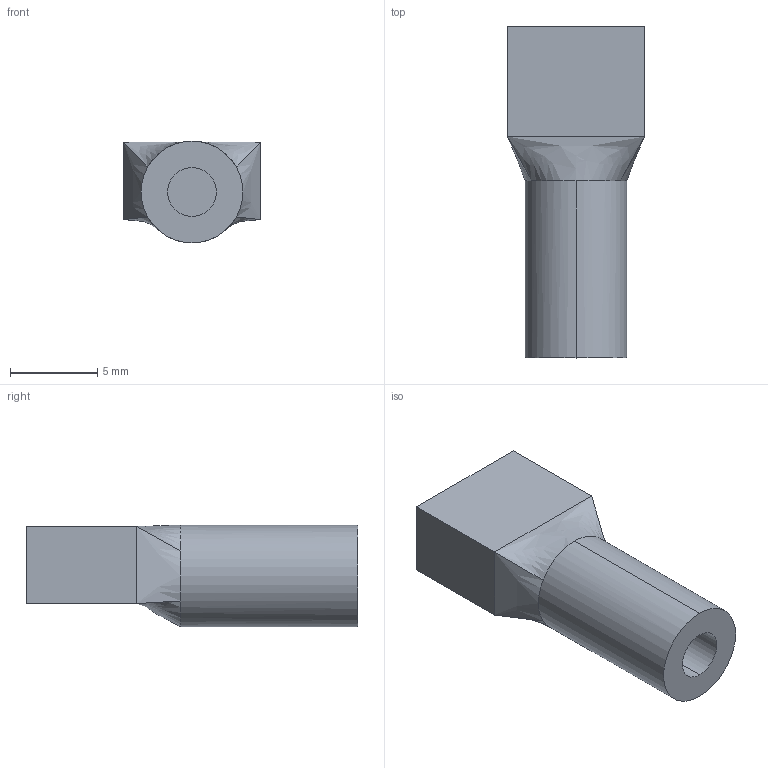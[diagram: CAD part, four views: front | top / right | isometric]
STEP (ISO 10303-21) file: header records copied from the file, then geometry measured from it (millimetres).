
FILE_DESCRIPTION (( 'STEP AP214' ), '1' );
FILE_NAME ('User Library-Female Quick-Connect.STEP', '2020-10-24T12:23:59', ( '' ), ( '' ), 'SwSTEP 2.0', 'SolidWorks 2020', '' );
FILE_SCHEMA (( 'AUTOMOTIVE_DESIGN' ));
Length unit declared in the file: inch
Products named in the file (1): User Library-Female Quick-Connect
Bounding box: 7.87 x 19.05 x 5.84 mm (x, y, z)
Volume: 438.8 mm3; surface area: 857.4 mm2
Topology: 1 solids, 1 shells, 35 faces, 86 edges, 56 vertices
Faces by surface type: plane 19, cylinder 12, bspline 4
Entity records: 1348 total; most frequent: CARTESIAN_POINT 218, DIRECTION 174, ORIENTED_EDGE 172, EDGE_CURVE 86, AXIS2_PLACEMENT_3D 60, VERTEX_POINT 56, LINE 54, VECTOR 54
